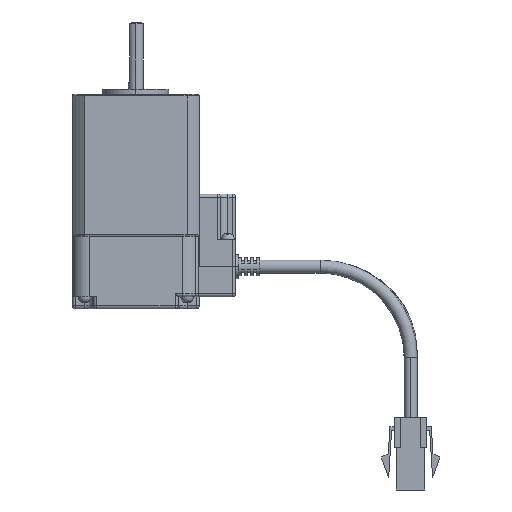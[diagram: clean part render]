
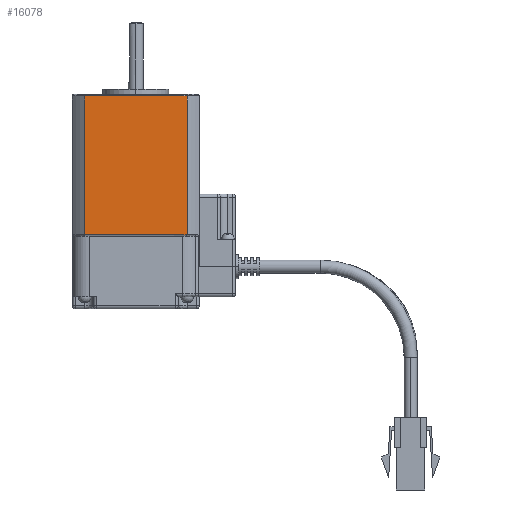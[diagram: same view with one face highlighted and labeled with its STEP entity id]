
A CAD part, left-side view. The second image highlights one B-rep face of the part: STEP entity #16078.
In plain terms, the highlighted planar face has unit normal (-1, 0, 0).
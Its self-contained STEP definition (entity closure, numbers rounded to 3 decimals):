
#1579 = EDGE_LOOP ( 'NONE', ( #19974, #19975, #19976, #19977 ) ) ;
#3304 = VERTEX_POINT ( 'NONE', #9740 ) ;
#3306 = VERTEX_POINT ( 'NONE', #9839 ) ;
#3307 = VERTEX_POINT ( 'NONE', #9831 ) ;
#3309 = VERTEX_POINT ( 'NONE', #9825 ) ;
#4429 = AXIS2_PLACEMENT_3D ( 'NONE', #21225, #21232, #21233 ) ;
#5791 = LINE ( 'NONE', #6467, #5793 ) ;
#5793 = VECTOR ( 'NONE', #6462, 1000. ) ;
#6462 = DIRECTION ( 'NONE',  ( 0., 0., -1. ) ) ;
#6467 = CARTESIAN_POINT ( 'NONE',  ( -16.487, 201.233, 23.5 ) ) ;
#7532 = EDGE_CURVE ( 'NONE', #3309, #3307, #5791, .T. ) ;
#9740 = CARTESIAN_POINT ( 'NONE',  ( -16.487, 235.174, 0.5 ) ) ;
#9825 = CARTESIAN_POINT ( 'NONE',  ( -16.487, 201.233, 46.5 ) ) ;
#9831 = CARTESIAN_POINT ( 'NONE',  ( -16.487, 201.233, 0.5 ) ) ;
#9839 = CARTESIAN_POINT ( 'NONE',  ( -16.487, 235.174, 46.5 ) ) ;
#10787 = LINE ( 'NONE', #13842, #10789 ) ;
#10789 = VECTOR ( 'NONE', #13847, 1000. ) ;
#10790 = LINE ( 'NONE', #13855, #10792 ) ;
#10792 = VECTOR ( 'NONE', #13856, 1000. ) ;
#10797 = LINE ( 'NONE', #13866, #10798 ) ;
#10798 = VECTOR ( 'NONE', #13867, 1000. ) ;
#13842 = CARTESIAN_POINT ( 'NONE',  ( -16.487, 218.203, 0.5 ) ) ;
#13847 = DIRECTION ( 'NONE',  ( 0., -1., 0. ) ) ;
#13855 = CARTESIAN_POINT ( 'NONE',  ( -16.487, 235.174, 23.5 ) ) ;
#13856 = DIRECTION ( 'NONE',  ( 0., 0., -1. ) ) ;
#13866 = CARTESIAN_POINT ( 'NONE',  ( -16.487, 218.203, 46.5 ) ) ;
#13867 = DIRECTION ( 'NONE',  ( 0., 1., 0. ) ) ;
#14558 = EDGE_CURVE ( 'NONE', #3304, #3307, #10787, .T. ) ;
#14560 = EDGE_CURVE ( 'NONE', #3306, #3304, #10790, .T. ) ;
#14564 = EDGE_CURVE ( 'NONE', #3309, #3306, #10797, .T. ) ;
#16078 = ADVANCED_FACE ( 'NONE', ( #16807 ), #21228, .T. ) ;
#16807 = FACE_OUTER_BOUND ( 'NONE', #1579, .T. ) ;
#19974 = ORIENTED_EDGE ( 'NONE', *, *, #14558, .T. ) ;
#19975 = ORIENTED_EDGE ( 'NONE', *, *, #7532, .F. ) ;
#19976 = ORIENTED_EDGE ( 'NONE', *, *, #14564, .T. ) ;
#19977 = ORIENTED_EDGE ( 'NONE', *, *, #14560, .T. ) ;
#21225 = CARTESIAN_POINT ( 'NONE',  ( -16.487, 235.174, 0. ) ) ;
#21228 = PLANE ( 'NONE',  #4429 ) ;
#21232 = DIRECTION ( 'NONE',  ( -1., 0., 0. ) ) ;
#21233 = DIRECTION ( 'NONE',  ( 0., -1., 0. ) ) ;
